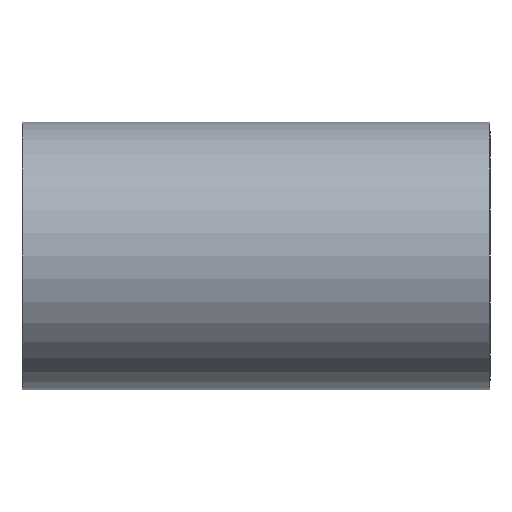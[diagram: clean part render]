
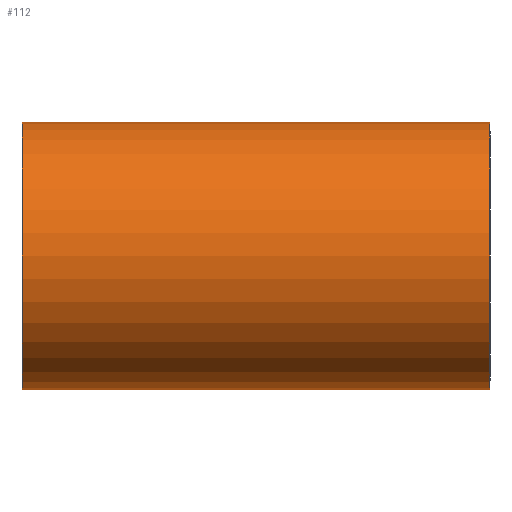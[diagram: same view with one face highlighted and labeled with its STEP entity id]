
A CAD part, front view. The second image highlights one B-rep face of the part: STEP entity #112.
In plain terms, the highlighted cylindrical face has radius 12 mm (diameter 24 mm), a full revolution.
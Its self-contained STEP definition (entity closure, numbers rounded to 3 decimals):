
#5 = EDGE_CURVE ( 'NONE', #38, #38, #62, .T. ) ;
#6 = DIRECTION ( 'NONE',  ( -1., 0., 0. ) ) ;
#13 = CIRCLE ( 'NONE', #108, 12. ) ;
#19 = CARTESIAN_POINT ( 'NONE',  ( 0., 0., 12. ) ) ;
#22 = FACE_OUTER_BOUND ( 'NONE', #100, .T. ) ;
#25 = ORIENTED_EDGE ( 'NONE', *, *, #5, .F. ) ;
#27 = ORIENTED_EDGE ( 'NONE', *, *, #66, .T. ) ;
#31 = CARTESIAN_POINT ( 'NONE',  ( 42., 0., 12. ) ) ;
#33 = EDGE_LOOP ( 'NONE', ( #27 ) ) ;
#37 = CYLINDRICAL_SURFACE ( 'NONE', #52, 12. ) ;
#38 = VERTEX_POINT ( 'NONE', #19 ) ;
#50 = CARTESIAN_POINT ( 'NONE',  ( 0., 0., 0. ) ) ;
#52 = AXIS2_PLACEMENT_3D ( 'NONE', #50, #55, #109 ) ;
#53 = CARTESIAN_POINT ( 'NONE',  ( 42., 0., 0. ) ) ;
#55 = DIRECTION ( 'NONE',  ( -1., 0., 0. ) ) ;
#56 = FACE_OUTER_BOUND ( 'NONE', #33, .T. ) ;
#62 = CIRCLE ( 'NONE', #96, 12. ) ;
#66 = EDGE_CURVE ( 'NONE', #75, #75, #13, .T. ) ;
#68 = CARTESIAN_POINT ( 'NONE',  ( 0., 0., 0. ) ) ;
#75 = VERTEX_POINT ( 'NONE', #31 ) ;
#90 = DIRECTION ( 'NONE',  ( 0., 0., 1. ) ) ;
#96 = AXIS2_PLACEMENT_3D ( 'NONE', #68, #97, #90 ) ;
#97 = DIRECTION ( 'NONE',  ( -1., 0., 0. ) ) ;
#100 = EDGE_LOOP ( 'NONE', ( #25 ) ) ;
#103 = DIRECTION ( 'NONE',  ( 0., 0., 1. ) ) ;
#108 = AXIS2_PLACEMENT_3D ( 'NONE', #53, #6, #103 ) ;
#109 = DIRECTION ( 'NONE',  ( 0., 0., 1. ) ) ;
#112 = ADVANCED_FACE ( 'NONE', ( #22, #56 ), #37, .T. ) ;
